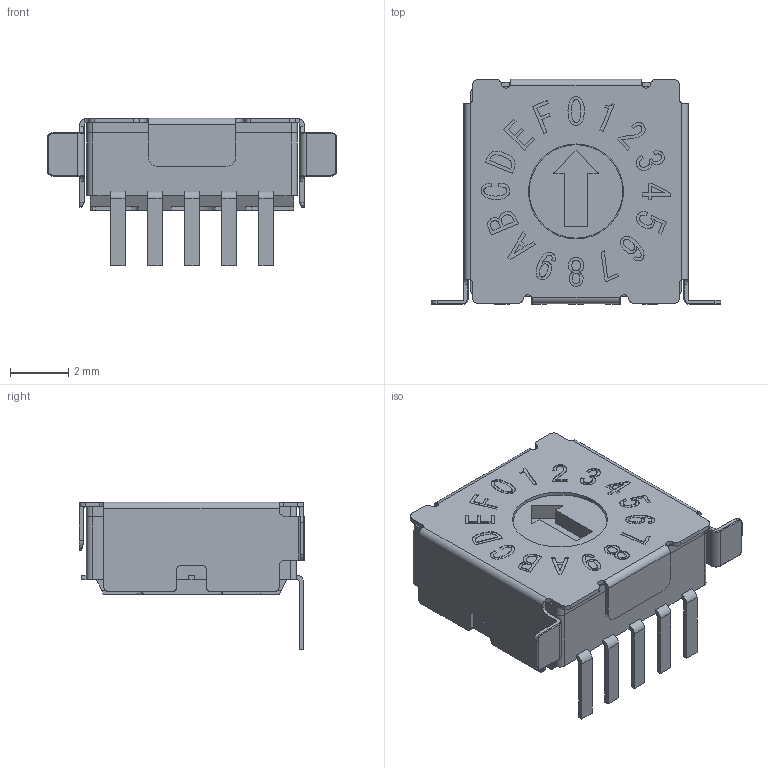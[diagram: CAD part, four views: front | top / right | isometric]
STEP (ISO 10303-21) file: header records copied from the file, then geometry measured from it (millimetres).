
FILE_DESCRIPTION (( 'STEP AP214' ), '1' );
FILE_NAME ('KZDX16HS_MODEL.STEP', '2020-01-21T04:39:41', ( '' ), ( '' ), 'SwSTEP 2.0', 'SolidWorks 2018', '' );
FILE_SCHEMA (( 'AUTOMOTIVE_DESIGN' ));
Length unit declared in the file: millimetre
Products named in the file (1): KZDX16HS_MODEL
Bounding box: 9.92 x 7.71 x 5.05 mm (x, y, z)
Volume: 156.6 mm3; surface area: 647.4 mm2
Topology: 5 solids, 5 shells, 838 faces, 2319 edges, 1526 vertices
Faces by surface type: plane 451, bspline 200, cylinder 170, cone 15, torus 2
Entity records: 42318 total; most frequent: CARTESIAN_POINT 12733, ORIENTED_EDGE 4638, DIRECTION 3539, EDGE_CURVE 2319, VECTOR 1537, LINE 1537, VERTEX_POINT 1526, AXIS2_PLACEMENT_3D 1001
